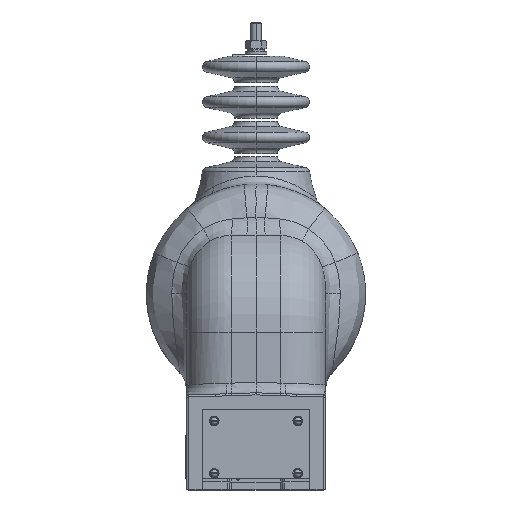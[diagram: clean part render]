
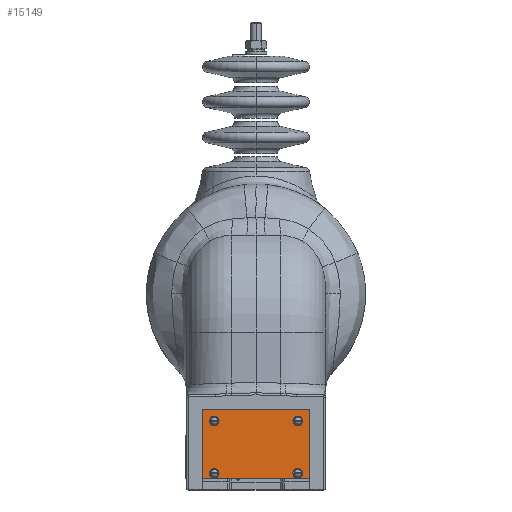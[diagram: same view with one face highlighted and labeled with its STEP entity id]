
A CAD part, top view. The second image highlights one B-rep face of the part: STEP entity #15149.
In plain terms, the highlighted planar face has unit normal (0, 0, 1).
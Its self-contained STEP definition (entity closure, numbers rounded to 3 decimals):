
#372 = CARTESIAN_POINT ( 'NONE',  ( 39., -24.5, 178. ) ) ;
#387 = DIRECTION ( 'NONE',  ( 0., 0., 1. ) ) ;
#388 = DIRECTION ( 'NONE',  ( 1., 0., 0. ) ) ;
#844 = CARTESIAN_POINT ( 'NONE',  ( -50., -78.5, 178. ) ) ;
#845 = DIRECTION ( 'NONE',  ( 1., 0., 0. ) ) ;
#1397 = CARTESIAN_POINT ( 'NONE',  ( 50., -78.5, 178. ) ) ;
#1398 = CARTESIAN_POINT ( 'NONE',  ( -50., -78.5, 178. ) ) ;
#1417 = CARTESIAN_POINT ( 'NONE',  ( -50., -13.5, 178. ) ) ;
#1418 = CARTESIAN_POINT ( 'NONE',  ( 50., -13.5, 178. ) ) ;
#1419 = CARTESIAN_POINT ( 'NONE',  ( 41.15, -73.5, 178. ) ) ;
#1420 = CARTESIAN_POINT ( 'NONE',  ( 36.85, -73.5, 178. ) ) ;
#1422 = CARTESIAN_POINT ( 'NONE',  ( 41.15, -24.5, 178. ) ) ;
#1424 = CARTESIAN_POINT ( 'NONE',  ( 36.85, -24.5, 178. ) ) ;
#1426 = CARTESIAN_POINT ( 'NONE',  ( -36.85, -73.5, 178. ) ) ;
#1428 = CARTESIAN_POINT ( 'NONE',  ( -41.15, -73.5, 178. ) ) ;
#1430 = CARTESIAN_POINT ( 'NONE',  ( -36.85, -24.5, 178. ) ) ;
#1432 = CARTESIAN_POINT ( 'NONE',  ( -41.15, -24.5, 178. ) ) ;
#3621 = VECTOR ( 'NONE', #845, 1000. ) ;
#3622 = LINE ( 'NONE', #844, #3621 ) ;
#3666 = CIRCLE ( 'NONE', #9242, 2.15 ) ;
#3951 = AXIS2_PLACEMENT_3D ( 'NONE', #4609, #4620, #4621 ) ;
#3958 = AXIS2_PLACEMENT_3D ( 'NONE', #4682, #4683, #4684 ) ;
#3964 = AXIS2_PLACEMENT_3D ( 'NONE', #4669, #4676, #4677 ) ;
#3965 = AXIS2_PLACEMENT_3D ( 'NONE', #4685, #4687, #4688 ) ;
#3966 = AXIS2_PLACEMENT_3D ( 'NONE', #4672, #4680, #4681 ) ;
#3968 = AXIS2_PLACEMENT_3D ( 'NONE', #4675, #4690, #4691 ) ;
#3969 = AXIS2_PLACEMENT_3D ( 'NONE', #4686, #4693, #4694 ) ;
#4233 = AXIS2_PLACEMENT_3D ( 'NONE', #10691, #10693, #10694 ) ;
#4609 = CARTESIAN_POINT ( 'NONE',  ( -39., -73.5, 178. ) ) ;
#4620 = DIRECTION ( 'NONE',  ( 0., 0., 1. ) ) ;
#4621 = DIRECTION ( 'NONE',  ( 1., 0., 0. ) ) ;
#4628 = CARTESIAN_POINT ( 'NONE',  ( 50., -13.5, 178. ) ) ;
#4629 = DIRECTION ( 'NONE',  ( 0., 1., 0. ) ) ;
#4669 = CARTESIAN_POINT ( 'NONE',  ( -39., -73.5, 178. ) ) ;
#4672 = CARTESIAN_POINT ( 'NONE',  ( 39., -73.5, 178. ) ) ;
#4675 = CARTESIAN_POINT ( 'NONE',  ( -39., -24.5, 178. ) ) ;
#4676 = DIRECTION ( 'NONE',  ( 0., 0., 1. ) ) ;
#4677 = DIRECTION ( 'NONE',  ( 1., 0., 0. ) ) ;
#4678 = CARTESIAN_POINT ( 'NONE',  ( -50., -13.5, 178. ) ) ;
#4679 = DIRECTION ( 'NONE',  ( -1., 0., 0. ) ) ;
#4680 = DIRECTION ( 'NONE',  ( 0., 0., 1. ) ) ;
#4681 = DIRECTION ( 'NONE',  ( 1., 0., 0. ) ) ;
#4682 = CARTESIAN_POINT ( 'NONE',  ( -39., -24.5, 178. ) ) ;
#4683 = DIRECTION ( 'NONE',  ( 0., 0., 1. ) ) ;
#4684 = DIRECTION ( 'NONE',  ( 1., 0., 0. ) ) ;
#4685 = CARTESIAN_POINT ( 'NONE',  ( 39., -73.5, 178. ) ) ;
#4686 = CARTESIAN_POINT ( 'NONE',  ( 39., -24.5, 178. ) ) ;
#4687 = DIRECTION ( 'NONE',  ( 0., 0., 1. ) ) ;
#4688 = DIRECTION ( 'NONE',  ( 1., 0., 0. ) ) ;
#4690 = DIRECTION ( 'NONE',  ( 0., 0., 1. ) ) ;
#4691 = DIRECTION ( 'NONE',  ( 1., 0., 0. ) ) ;
#4693 = DIRECTION ( 'NONE',  ( 0., 0., 1. ) ) ;
#4694 = DIRECTION ( 'NONE',  ( 1., 0., 0. ) ) ;
#4698 = CARTESIAN_POINT ( 'NONE',  ( -50., -13.5, 178. ) ) ;
#4699 = DIRECTION ( 'NONE',  ( 0., -1., 0. ) ) ;
#5768 = EDGE_LOOP ( 'NONE', ( #6067, #6066, #6065, #6064 ) ) ;
#5769 = EDGE_LOOP ( 'NONE', ( #6069, #6068 ) ) ;
#5770 = EDGE_LOOP ( 'NONE', ( #6071, #6070 ) ) ;
#5771 = EDGE_LOOP ( 'NONE', ( #6073, #6072 ) ) ;
#5778 = EDGE_LOOP ( 'NONE', ( #6075, #6074 ) ) ;
#6064 = ORIENTED_EDGE ( 'NONE', *, *, #11341, .T. ) ;
#6065 = ORIENTED_EDGE ( 'NONE', *, *, #14567, .T. ) ;
#6066 = ORIENTED_EDGE ( 'NONE', *, *, #14560, .T. ) ;
#6067 = ORIENTED_EDGE ( 'NONE', *, *, #14453, .T. ) ;
#6068 = ORIENTED_EDGE ( 'NONE', *, *, #14564, .F. ) ;
#6069 = ORIENTED_EDGE ( 'NONE', *, *, #14562, .F. ) ;
#6070 = ORIENTED_EDGE ( 'NONE', *, *, #14559, .F. ) ;
#6071 = ORIENTED_EDGE ( 'NONE', *, *, #14450, .F. ) ;
#6072 = ORIENTED_EDGE ( 'NONE', *, *, #11167, .F. ) ;
#6073 = ORIENTED_EDGE ( 'NONE', *, *, #14565, .F. ) ;
#6074 = ORIENTED_EDGE ( 'NONE', *, *, #14563, .F. ) ;
#6075 = ORIENTED_EDGE ( 'NONE', *, *, #14561, .F. ) ;
#8595 = CIRCLE ( 'NONE', #3969, 2.15 ) ;
#8596 = VECTOR ( 'NONE', #4699, 1000. ) ;
#8597 = CIRCLE ( 'NONE', #3968, 2.15 ) ;
#8599 = CIRCLE ( 'NONE', #3965, 2.15 ) ;
#8601 = CIRCLE ( 'NONE', #3958, 2.15 ) ;
#8602 = CIRCLE ( 'NONE', #3966, 2.15 ) ;
#8603 = CIRCLE ( 'NONE', #3964, 2.15 ) ;
#8604 = LINE ( 'NONE', #4698, #8596 ) ;
#8606 = VECTOR ( 'NONE', #4679, 1000. ) ;
#8608 = LINE ( 'NONE', #4678, #8606 ) ;
#8627 = CIRCLE ( 'NONE', #3951, 2.15 ) ;
#8629 = LINE ( 'NONE', #4628, #8637 ) ;
#8637 = VECTOR ( 'NONE', #4629, 1000. ) ;
#8890 = FACE_BOUND ( 'NONE', #5769, .T. ) ;
#8892 = FACE_BOUND ( 'NONE', #5770, .T. ) ;
#8894 = FACE_BOUND ( 'NONE', #5771, .T. ) ;
#8899 = FACE_OUTER_BOUND ( 'NONE', #5768, .T. ) ;
#8901 = FACE_BOUND ( 'NONE', #5778, .T. ) ;
#9242 = AXIS2_PLACEMENT_3D ( 'NONE', #372, #387, #388 ) ;
#10684 = PLANE ( 'NONE',  #4233 ) ;
#10691 = CARTESIAN_POINT ( 'NONE',  ( 50., -78.5, 178. ) ) ;
#10693 = DIRECTION ( 'NONE',  ( 0., 0., 1. ) ) ;
#10694 = DIRECTION ( 'NONE',  ( 1., 0., 0. ) ) ;
#11167 = EDGE_CURVE ( 'NONE', #13025, #13023, #3666, .T. ) ;
#11341 = EDGE_CURVE ( 'NONE', #12999, #12998, #3622, .T. ) ;
#12998 = VERTEX_POINT ( 'NONE', #1397 ) ;
#12999 = VERTEX_POINT ( 'NONE', #1398 ) ;
#13018 = VERTEX_POINT ( 'NONE', #1417 ) ;
#13019 = VERTEX_POINT ( 'NONE', #1418 ) ;
#13020 = VERTEX_POINT ( 'NONE', #1419 ) ;
#13021 = VERTEX_POINT ( 'NONE', #1420 ) ;
#13023 = VERTEX_POINT ( 'NONE', #1422 ) ;
#13025 = VERTEX_POINT ( 'NONE', #1424 ) ;
#13027 = VERTEX_POINT ( 'NONE', #1426 ) ;
#13029 = VERTEX_POINT ( 'NONE', #1428 ) ;
#13031 = VERTEX_POINT ( 'NONE', #1430 ) ;
#13033 = VERTEX_POINT ( 'NONE', #1432 ) ;
#14450 = EDGE_CURVE ( 'NONE', #13027, #13029, #8627, .T. ) ;
#14453 = EDGE_CURVE ( 'NONE', #12998, #13019, #8629, .T. ) ;
#14559 = EDGE_CURVE ( 'NONE', #13029, #13027, #8603, .T. ) ;
#14560 = EDGE_CURVE ( 'NONE', #13019, #13018, #8608, .T. ) ;
#14561 = EDGE_CURVE ( 'NONE', #13020, #13021, #8602, .T. ) ;
#14562 = EDGE_CURVE ( 'NONE', #13031, #13033, #8601, .T. ) ;
#14563 = EDGE_CURVE ( 'NONE', #13021, #13020, #8599, .T. ) ;
#14564 = EDGE_CURVE ( 'NONE', #13033, #13031, #8597, .T. ) ;
#14565 = EDGE_CURVE ( 'NONE', #13023, #13025, #8595, .T. ) ;
#14567 = EDGE_CURVE ( 'NONE', #13018, #12999, #8604, .T. ) ;
#15149 = ADVANCED_FACE ( 'NONE', ( #8901, #8894, #8892, #8890, #8899 ), #10684, .T. ) ;
